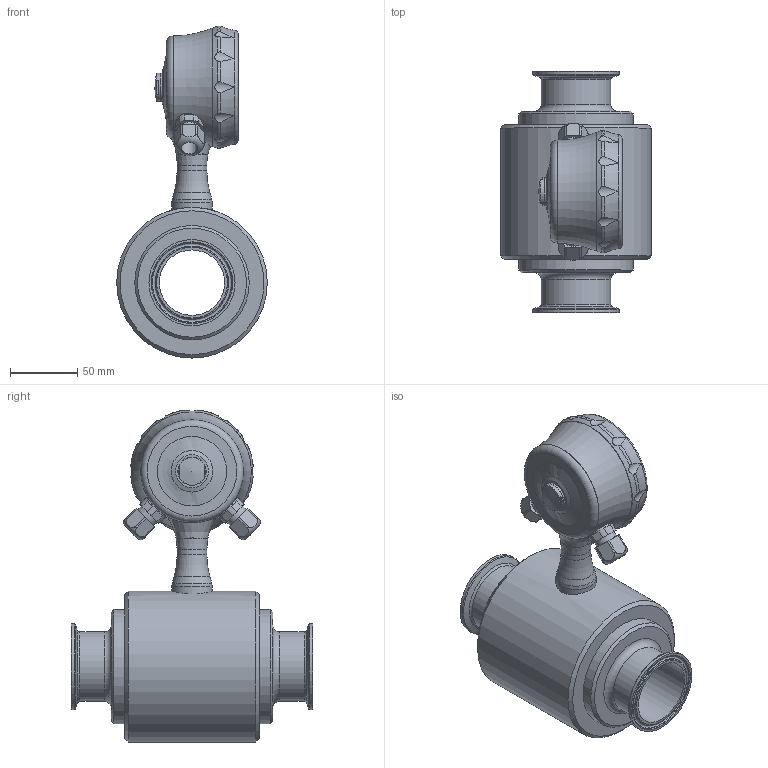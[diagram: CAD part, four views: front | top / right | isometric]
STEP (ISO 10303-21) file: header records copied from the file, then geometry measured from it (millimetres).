
FILE_DESCRIPTION( ( 'Unknown' ), '1' );
FILE_NAME( 'PF75H5xxxxxxx03x1I52xx2xxx0x0.stp', 'Unknown', ( 'Unknown' ), ( 'Unknown' ), 'PSStep 19.0.9', 'Unknown', ' ' );
FILE_SCHEMA( ( 'AUTOMOTIVE_DESIGN { 1 0 10303 214 1 1 1 1 }' ) );
Length unit declared in the file: millimetre
Products named in the file (1): Unterteil_PF75H_Clamp_BS_4528_DN50
Bounding box: 111.91 x 179.6 x 246.68 mm (x, y, z)
Volume: 1211419.1 mm3; surface area: 137550 mm2
Topology: 1 solids, 16 shells, 523 faces, 1360 edges, 889 vertices
Faces by surface type: plane 258, cylinder 146, torus 49, cone 37, bspline 25, revolution 4, sphere 4
Full cylindrical faces by diameter (mm): 3 x1, 3.459 x2, 12 x2, 16 x4, 16.691 x2, 20.8 x1, 21 x1, 22 x1, 23.5 x1, 30 x1, 48.6 x2, 49 x1, 51.6 x2, 64 x2, 81.2 x1, 83.7 x1, 85 x2, 88 x1, 111.913 x1
Entity records: 23162 total; most frequent: CARTESIAN_POINT 6935, ORIENTED_EDGE 2486, DIRECTION 2376, EDGE_CURVE 1243, AXIS2_PLACEMENT_3D 896, VERTEX_POINT 855, EDGE_LOOP 639, LINE 580
